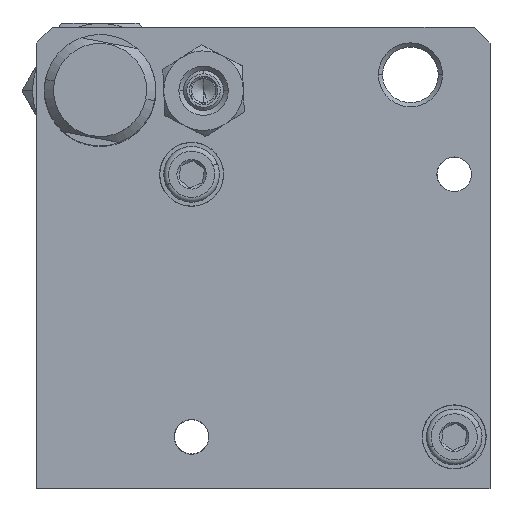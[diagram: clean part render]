
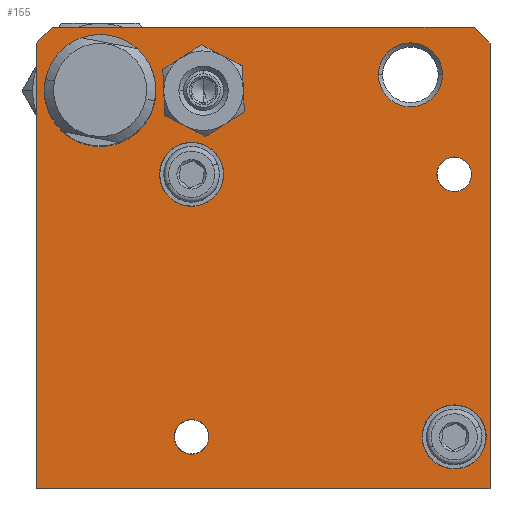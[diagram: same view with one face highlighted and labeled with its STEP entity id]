
A CAD part, top view. The second image highlights one B-rep face of the part: STEP entity #155.
In plain terms, the highlighted planar face has unit normal (0, 0, 1).
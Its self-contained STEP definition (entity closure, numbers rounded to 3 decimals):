
#155=ADVANCED_FACE('',(#427,#428,#429,#430,#431,#432,#433,#434),#435,.F.);
#427=FACE_OUTER_BOUND('',#944,.T.);
#428=FACE_BOUND('',#945,.T.);
#429=FACE_BOUND('',#946,.T.);
#430=FACE_BOUND('',#947,.T.);
#431=FACE_BOUND('',#948,.T.);
#432=FACE_BOUND('',#949,.T.);
#433=FACE_BOUND('',#950,.T.);
#434=FACE_BOUND('',#951,.T.);
#435=PLANE('',#952);
#944=EDGE_LOOP('',(#1620,#1621,#1622,#1623,#1624,#1625));
#945=EDGE_LOOP('',(#1626,#1627));
#946=EDGE_LOOP('',(#1628,#1629));
#947=EDGE_LOOP('',(#1630,#1631));
#948=EDGE_LOOP('',(#1632,#1633));
#949=EDGE_LOOP('',(#1634,#1635));
#950=EDGE_LOOP('',(#1636,#1637));
#951=EDGE_LOOP('',(#1638,#1639));
#952=AXIS2_PLACEMENT_3D('',#1640,#1641,#1642);
#1620=ORIENTED_EDGE('',*,*,#3325,.T.);
#1621=ORIENTED_EDGE('',*,*,#3326,.T.);
#1622=ORIENTED_EDGE('',*,*,#3327,.T.);
#1623=ORIENTED_EDGE('',*,*,#3328,.T.);
#1624=ORIENTED_EDGE('',*,*,#3329,.T.);
#1625=ORIENTED_EDGE('',*,*,#3330,.T.);
#1626=ORIENTED_EDGE('',*,*,#3251,.T.);
#1627=ORIENTED_EDGE('',*,*,#3331,.T.);
#1628=ORIENTED_EDGE('',*,*,#3265,.T.);
#1629=ORIENTED_EDGE('',*,*,#3332,.T.);
#1630=ORIENTED_EDGE('',*,*,#3333,.F.);
#1631=ORIENTED_EDGE('',*,*,#3283,.F.);
#1632=ORIENTED_EDGE('',*,*,#3334,.F.);
#1633=ORIENTED_EDGE('',*,*,#3317,.F.);
#1634=ORIENTED_EDGE('',*,*,#3335,.F.);
#1635=ORIENTED_EDGE('',*,*,#3307,.F.);
#1636=ORIENTED_EDGE('',*,*,#3336,.F.);
#1637=ORIENTED_EDGE('',*,*,#3297,.F.);
#1638=ORIENTED_EDGE('',*,*,#3337,.F.);
#1639=ORIENTED_EDGE('',*,*,#3269,.F.);
#1640=CARTESIAN_POINT('',(-21.535,-24.885,5.0));
#1641=DIRECTION('',(0.0,0.0,-1.0));
#1642=DIRECTION('',(0.0,-1.0,0.0));
#3251=EDGE_CURVE('',#3833,#3831,#3834,.T.);
#3265=EDGE_CURVE('',#3859,#3857,#3860,.T.);
#3269=EDGE_CURVE('',#3865,#3867,#3868,.T.);
#3283=EDGE_CURVE('',#3891,#3893,#3894,.T.);
#3297=EDGE_CURVE('',#3917,#3919,#3920,.T.);
#3307=EDGE_CURVE('',#3935,#3937,#3938,.T.);
#3317=EDGE_CURVE('',#3953,#3955,#3956,.T.);
#3325=EDGE_CURVE('',#3968,#3969,#3970,.T.);
#3326=EDGE_CURVE('',#3969,#3971,#3972,.T.);
#3327=EDGE_CURVE('',#3971,#3973,#3974,.T.);
#3328=EDGE_CURVE('',#3973,#3975,#3976,.T.);
#3329=EDGE_CURVE('',#3975,#3977,#3978,.T.);
#3330=EDGE_CURVE('',#3977,#3968,#3979,.T.);
#3331=EDGE_CURVE('',#3831,#3833,#3980,.T.);
#3332=EDGE_CURVE('',#3857,#3859,#3981,.T.);
#3333=EDGE_CURVE('',#3893,#3891,#3982,.T.);
#3334=EDGE_CURVE('',#3955,#3953,#3983,.T.);
#3335=EDGE_CURVE('',#3937,#3935,#3984,.T.);
#3336=EDGE_CURVE('',#3919,#3917,#3985,.T.);
#3337=EDGE_CURVE('',#3867,#3865,#3986,.T.);
#3831=VERTEX_POINT('',#4697);
#3833=VERTEX_POINT('',#4700);
#3834=CIRCLE('',#4701,2.175);
#3857=VERTEX_POINT('',#4731);
#3859=VERTEX_POINT('',#4734);
#3860=CIRCLE('',#4735,2.175);
#3865=VERTEX_POINT('',#4741);
#3867=VERTEX_POINT('',#4744);
#3868=CIRCLE('',#4745,4.025);
#3891=VERTEX_POINT('',#4775);
#3893=VERTEX_POINT('',#4778);
#3894=CIRCLE('',#4779,4.025);
#3917=VERTEX_POINT('',#4809);
#3919=VERTEX_POINT('',#4812);
#3920=CIRCLE('',#4813,3.025);
#3935=VERTEX_POINT('',#4833);
#3937=VERTEX_POINT('',#4836);
#3938=CIRCLE('',#4837,4.025);
#3953=VERTEX_POINT('',#4857);
#3955=VERTEX_POINT('',#4860);
#3956=CIRCLE('',#4861,7.025);
#3968=VERTEX_POINT('',#4878);
#3969=VERTEX_POINT('',#4879);
#3970=LINE('',#4880,#4881);
#3971=VERTEX_POINT('',#4882);
#3972=LINE('',#4883,#4884);
#3973=VERTEX_POINT('',#4885);
#3974=LINE('',#4886,#4887);
#3975=VERTEX_POINT('',#4888);
#3976=LINE('',#4889,#4890);
#3977=VERTEX_POINT('',#4891);
#3978=LINE('',#4892,#4893);
#3979=LINE('',#4894,#4895);
#3980=CIRCLE('',#4896,2.175);
#3981=CIRCLE('',#4897,2.175);
#3982=CIRCLE('',#4898,4.025);
#3983=CIRCLE('',#4899,7.025);
#3984=CIRCLE('',#4900,4.025);
#3985=CIRCLE('',#4901,3.025);
#3986=CIRCLE('',#4902,4.025);
#4697=CARTESIAN_POINT('',(28.79,14.615,5.0));
#4700=CARTESIAN_POINT('',(33.14,14.615,5.0));
#4701=AXIS2_PLACEMENT_3D('',#6231,#6232,#6233);
#4731=CARTESIAN_POINT('',(-4.21,-18.385,5.0));
#4734=CARTESIAN_POINT('',(0.14,-18.385,5.0));
#4735=AXIS2_PLACEMENT_3D('',#6257,#6258,#6259);
#4741=CARTESIAN_POINT('',(-6.06,14.615,5.0));
#4744=CARTESIAN_POINT('',(1.99,14.615,5.0));
#4745=AXIS2_PLACEMENT_3D('',#6265,#6266,#6267);
#4775=CARTESIAN_POINT('',(26.94,-18.385,5.0));
#4778=CARTESIAN_POINT('',(34.99,-18.385,5.0));
#4779=AXIS2_PLACEMENT_3D('',#6291,#6292,#6293);
#4809=CARTESIAN_POINT('',(-3.56,25.115,5.0));
#4812=CARTESIAN_POINT('',(2.49,25.115,5.0));
#4813=AXIS2_PLACEMENT_3D('',#6317,#6318,#6319);
#4833=CARTESIAN_POINT('',(21.44,27.115,5.0));
#4836=CARTESIAN_POINT('',(29.49,27.115,5.0));
#4837=AXIS2_PLACEMENT_3D('',#6335,#6336,#6337);
#4857=CARTESIAN_POINT('',(-20.56,25.115,5.0));
#4860=CARTESIAN_POINT('',(-6.51,25.115,5.0));
#4861=AXIS2_PLACEMENT_3D('',#6353,#6354,#6355);
#4878=CARTESIAN_POINT('',(-21.535,31.115,5.0));
#4879=CARTESIAN_POINT('',(-21.535,-24.885,5.0));
#4880=CARTESIAN_POINT('',(-21.535,-24.885,5.0));
#4881=VECTOR('',#6367,1000.0);
#4882=CARTESIAN_POINT('',(35.465,-24.885,5.0));
#4883=CARTESIAN_POINT('',(-21.535,-24.885,5.0));
#4884=VECTOR('',#6368,1000.0);
#4885=CARTESIAN_POINT('',(35.465,31.115,5.0));
#4886=CARTESIAN_POINT('',(35.465,-24.885,5.0));
#4887=VECTOR('',#6369,1000.0);
#4888=CARTESIAN_POINT('',(33.465,33.115,5.0));
#4889=CARTESIAN_POINT('',(33.465,33.115,5.0));
#4890=VECTOR('',#6370,1000.0);
#4891=CARTESIAN_POINT('',(-19.535,33.115,5.0));
#4892=CARTESIAN_POINT('',(-19.535,33.115,5.0));
#4893=VECTOR('',#6371,1000.0);
#4894=CARTESIAN_POINT('',(-21.535,31.115,5.0));
#4895=VECTOR('',#6372,1000.0);
#4896=AXIS2_PLACEMENT_3D('',#6373,#6374,#6375);
#4897=AXIS2_PLACEMENT_3D('',#6376,#6377,#6378);
#4898=AXIS2_PLACEMENT_3D('',#6379,#6380,#6381);
#4899=AXIS2_PLACEMENT_3D('',#6382,#6383,#6384);
#4900=AXIS2_PLACEMENT_3D('',#6385,#6386,#6387);
#4901=AXIS2_PLACEMENT_3D('',#6388,#6389,#6390);
#4902=AXIS2_PLACEMENT_3D('',#6391,#6392,#6393);
#6231=CARTESIAN_POINT('',(30.965,14.615,5.0));
#6232=DIRECTION('',(0.0,0.0,-1.0));
#6233=DIRECTION('',(-1.0,0.0,0.0));
#6257=CARTESIAN_POINT('',(-2.035,-18.385,5.0));
#6258=DIRECTION('',(0.0,0.0,-1.0));
#6259=DIRECTION('',(-1.0,0.0,0.0));
#6265=CARTESIAN_POINT('',(-2.035,14.615,5.0));
#6266=DIRECTION('',(0.0,0.0,1.0));
#6267=DIRECTION('',(1.0,0.0,0.0));
#6291=CARTESIAN_POINT('',(30.965,-18.385,5.0));
#6292=DIRECTION('',(0.0,0.0,1.0));
#6293=DIRECTION('',(1.0,0.0,0.0));
#6317=CARTESIAN_POINT('',(-0.535,25.115,5.0));
#6318=DIRECTION('',(0.0,0.0,1.0));
#6319=DIRECTION('',(1.0,0.0,0.0));
#6335=CARTESIAN_POINT('',(25.465,27.115,5.0));
#6336=DIRECTION('',(0.0,0.0,1.0));
#6337=DIRECTION('',(1.0,0.0,0.0));
#6353=CARTESIAN_POINT('',(-13.535,25.115,5.0));
#6354=DIRECTION('',(0.0,0.0,1.0));
#6355=DIRECTION('',(1.0,0.0,0.0));
#6367=DIRECTION('',(-0.0,-1.0,-0.0));
#6368=DIRECTION('',(1.0,0.0,0.0));
#6369=DIRECTION('',(0.0,1.0,0.0));
#6370=DIRECTION('',(-0.707,0.707,0.0));
#6371=DIRECTION('',(-1.0,-0.0,-0.0));
#6372=DIRECTION('',(-0.707,-0.707,-0.0));
#6373=CARTESIAN_POINT('',(30.965,14.615,5.0));
#6374=DIRECTION('',(0.0,0.0,-1.0));
#6375=DIRECTION('',(-1.0,0.0,0.0));
#6376=CARTESIAN_POINT('',(-2.035,-18.385,5.0));
#6377=DIRECTION('',(0.0,0.0,-1.0));
#6378=DIRECTION('',(-1.0,0.0,0.0));
#6379=CARTESIAN_POINT('',(30.965,-18.385,5.0));
#6380=DIRECTION('',(0.0,0.0,1.0));
#6381=DIRECTION('',(1.0,0.0,0.0));
#6382=CARTESIAN_POINT('',(-13.535,25.115,5.0));
#6383=DIRECTION('',(0.0,0.0,1.0));
#6384=DIRECTION('',(1.0,0.0,0.0));
#6385=CARTESIAN_POINT('',(25.465,27.115,5.0));
#6386=DIRECTION('',(0.0,0.0,1.0));
#6387=DIRECTION('',(1.0,0.0,0.0));
#6388=CARTESIAN_POINT('',(-0.535,25.115,5.0));
#6389=DIRECTION('',(0.0,0.0,1.0));
#6390=DIRECTION('',(1.0,0.0,0.0));
#6391=CARTESIAN_POINT('',(-2.035,14.615,5.0));
#6392=DIRECTION('',(0.0,0.0,1.0));
#6393=DIRECTION('',(1.0,0.0,0.0));
